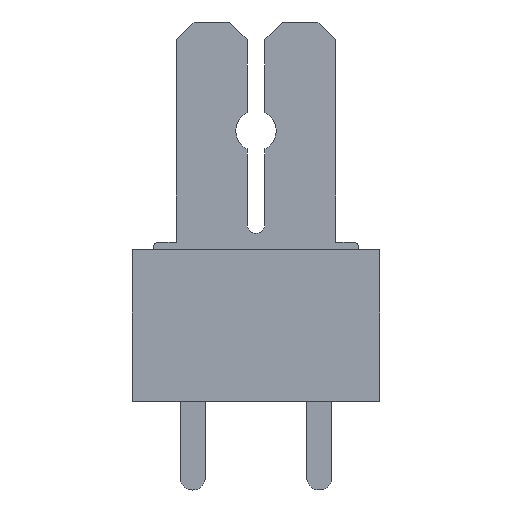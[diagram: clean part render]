
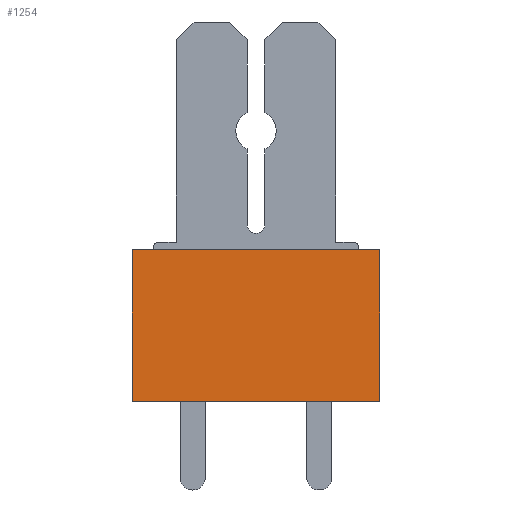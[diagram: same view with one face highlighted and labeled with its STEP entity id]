
A CAD part, left-side view. The second image highlights one B-rep face of the part: STEP entity #1254.
In plain terms, the highlighted planar face has unit normal (-1, 0, 0).
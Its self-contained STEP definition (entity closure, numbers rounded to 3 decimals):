
#1246=AXIS2_PLACEMENT_3D('Plane Axis2P3D',#1243,#1244,#1245) ;
#49=CARTESIAN_POINT('Vertex',(0.,9.8,9.5)) ;
#52=CARTESIAN_POINT('Line Origine',(0.,4.9,9.5)) ;
#56=CARTESIAN_POINT('Vertex',(0.,0.,9.5)) ;
#631=CARTESIAN_POINT('Vertex',(0.,9.8,3.5)) ;
#634=CARTESIAN_POINT('Line Origine',(0.,9.8,6.5)) ;
#662=CARTESIAN_POINT('Vertex',(0.,0.,3.5)) ;
#665=CARTESIAN_POINT('Line Origine',(0.,4.9,3.5)) ;
#1231=CARTESIAN_POINT('Line Origine',(0.,0.,6.5)) ;
#1243=CARTESIAN_POINT('Axis2P3D Location',(0.,0.,0.)) ;
#53=DIRECTION('Vector Direction',(0.,-1.,0.)) ;
#635=DIRECTION('Vector Direction',(0.,0.,1.)) ;
#666=DIRECTION('Vector Direction',(0.,1.,0.)) ;
#1232=DIRECTION('Vector Direction',(0.,0.,-1.)) ;
#1244=DIRECTION('Axis2P3D Direction',(-1.,0.,0.)) ;
#1245=DIRECTION('Axis2P3D XDirection',(0.,0.,1.)) ;
#54=VECTOR('Line Direction',#53,1.) ;
#636=VECTOR('Line Direction',#635,1.) ;
#667=VECTOR('Line Direction',#666,1.) ;
#1233=VECTOR('Line Direction',#1232,1.) ;
#1249=ORIENTED_EDGE('',*,*,#58,.T.) ;
#1250=ORIENTED_EDGE('',*,*,#638,.T.) ;
#1251=ORIENTED_EDGE('',*,*,#669,.T.) ;
#1252=ORIENTED_EDGE('',*,*,#1235,.T.) ;
#1254=ADVANCED_FACE('Housing',(#1253),#1247,.T.) ;
#58=EDGE_CURVE('',#57,#50,#55,.F.) ;
#638=EDGE_CURVE('',#50,#632,#637,.F.) ;
#669=EDGE_CURVE('',#632,#663,#668,.F.) ;
#1235=EDGE_CURVE('',#663,#57,#1234,.F.) ;
#1248=EDGE_LOOP('',(#1249,#1250,#1251,#1252)) ;
#1253=FACE_OUTER_BOUND('',#1248,.T.) ;
#55=LINE('Line',#52,#54) ;
#637=LINE('Line',#634,#636) ;
#668=LINE('Line',#665,#667) ;
#1234=LINE('Line',#1231,#1233) ;
#1247=PLANE('',#1246) ;
#50=VERTEX_POINT('',#49) ;
#57=VERTEX_POINT('',#56) ;
#632=VERTEX_POINT('',#631) ;
#663=VERTEX_POINT('',#662) ;
